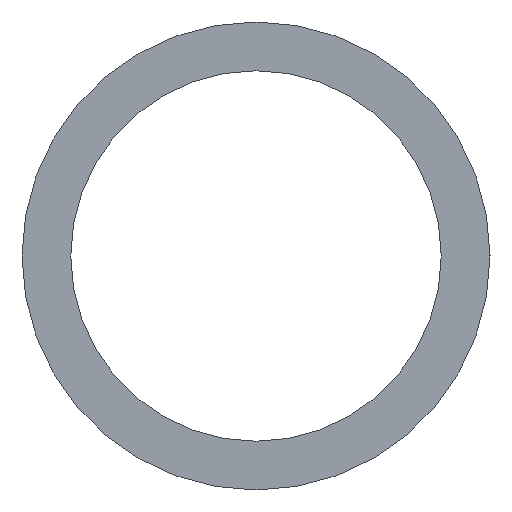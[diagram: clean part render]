
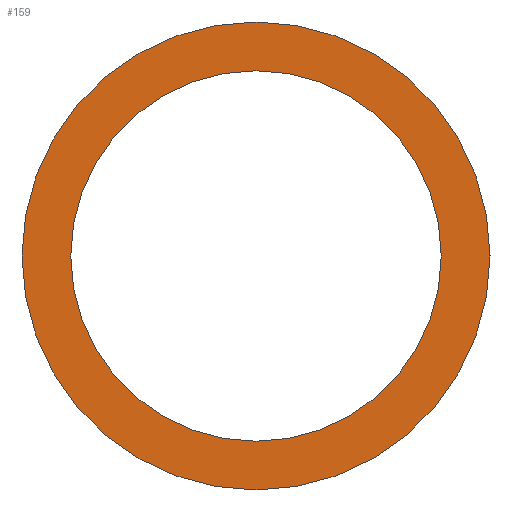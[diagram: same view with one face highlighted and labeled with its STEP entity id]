
A CAD part, left-side view. The second image highlights one B-rep face of the part: STEP entity #159.
In plain terms, the highlighted planar face has unit normal (-1, 0, 0).
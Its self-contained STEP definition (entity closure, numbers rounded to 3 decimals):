
#16 = CARTESIAN_POINT ( 'NONE',  ( -1000., 0., -19. ) ) ;
#17 = FACE_OUTER_BOUND ( 'NONE', #182, .T. ) ;
#18 = ORIENTED_EDGE ( 'NONE', *, *, #34, .T. ) ;
#24 = CARTESIAN_POINT ( 'NONE',  ( -1000., 0., 24. ) ) ;
#31 = AXIS2_PLACEMENT_3D ( 'NONE', #65, #143, #197 ) ;
#33 = ORIENTED_EDGE ( 'NONE', *, *, #170, .T. ) ;
#34 = EDGE_CURVE ( 'NONE', #48, #66, #215, .T. ) ;
#45 = DIRECTION ( 'NONE',  ( 1., 0., 0. ) ) ;
#48 = VERTEX_POINT ( 'NONE', #16 ) ;
#61 = PLANE ( 'NONE',  #62 ) ;
#62 = AXIS2_PLACEMENT_3D ( 'NONE', #214, #45, #216 ) ;
#65 = CARTESIAN_POINT ( 'NONE',  ( -1000., 0., 0. ) ) ;
#66 = VERTEX_POINT ( 'NONE', #102 ) ;
#75 = AXIS2_PLACEMENT_3D ( 'NONE', #88, #230, #107 ) ;
#88 = CARTESIAN_POINT ( 'NONE',  ( -1000., 0., 0. ) ) ;
#95 = AXIS2_PLACEMENT_3D ( 'NONE', #233, #142, #106 ) ;
#102 = CARTESIAN_POINT ( 'NONE',  ( -1000., 0., 19. ) ) ;
#106 = DIRECTION ( 'NONE',  ( 0., 0., -1. ) ) ;
#107 = DIRECTION ( 'NONE',  ( 0., 0., -1. ) ) ;
#114 = CIRCLE ( 'NONE', #31, 24. ) ;
#116 = VERTEX_POINT ( 'NONE', #249 ) ;
#142 = DIRECTION ( 'NONE',  ( 1., 0., 0. ) ) ;
#143 = DIRECTION ( 'NONE',  ( 1., 0., 0. ) ) ;
#151 = CIRCLE ( 'NONE', #95, 24. ) ;
#154 = EDGE_CURVE ( 'NONE', #116, #235, #114, .T. ) ;
#159 = ADVANCED_FACE ( 'NONE', ( #17, #187 ), #61, .F. ) ;
#170 = EDGE_CURVE ( 'NONE', #66, #48, #205, .T. ) ;
#172 = ORIENTED_EDGE ( 'NONE', *, *, #195, .F. ) ;
#173 = CARTESIAN_POINT ( 'NONE',  ( -1000., 0., 0. ) ) ;
#174 = AXIS2_PLACEMENT_3D ( 'NONE', #173, #191, #189 ) ;
#182 = EDGE_LOOP ( 'NONE', ( #172, #225 ) ) ;
#187 = FACE_BOUND ( 'NONE', #208, .T. ) ;
#189 = DIRECTION ( 'NONE',  ( 0., 0., -1. ) ) ;
#191 = DIRECTION ( 'NONE',  ( 1., 0., 0. ) ) ;
#195 = EDGE_CURVE ( 'NONE', #235, #116, #151, .T. ) ;
#197 = DIRECTION ( 'NONE',  ( 0., 0., -1. ) ) ;
#205 = CIRCLE ( 'NONE', #75, 19. ) ;
#208 = EDGE_LOOP ( 'NONE', ( #33, #18 ) ) ;
#214 = CARTESIAN_POINT ( 'NONE',  ( -1000., 0., 0. ) ) ;
#215 = CIRCLE ( 'NONE', #174, 19. ) ;
#216 = DIRECTION ( 'NONE',  ( 0., 0., -1. ) ) ;
#225 = ORIENTED_EDGE ( 'NONE', *, *, #154, .F. ) ;
#230 = DIRECTION ( 'NONE',  ( 1., 0., 0. ) ) ;
#233 = CARTESIAN_POINT ( 'NONE',  ( -1000., 0., 0. ) ) ;
#235 = VERTEX_POINT ( 'NONE', #24 ) ;
#249 = CARTESIAN_POINT ( 'NONE',  ( -1000., 0., -24. ) ) ;
